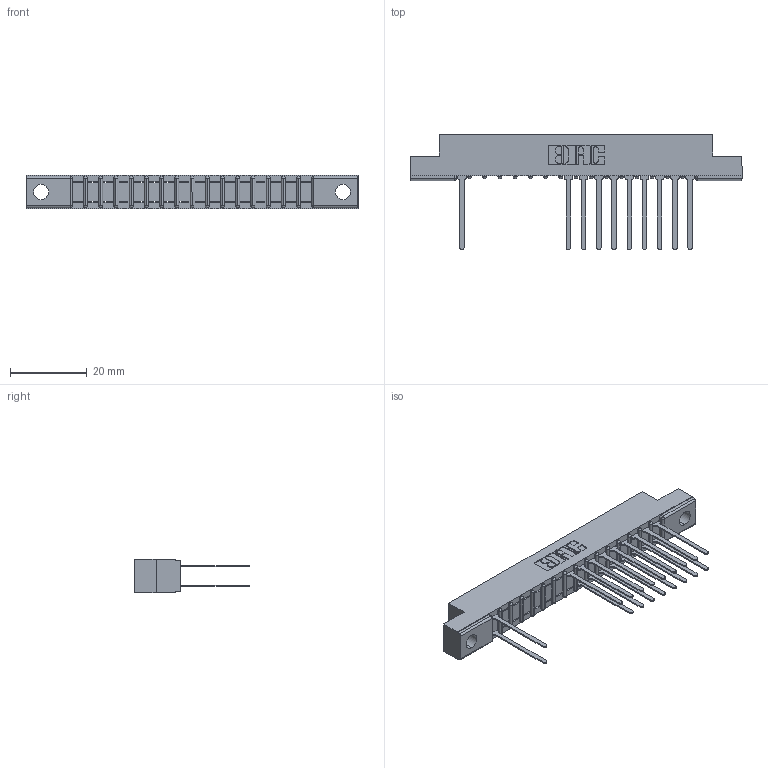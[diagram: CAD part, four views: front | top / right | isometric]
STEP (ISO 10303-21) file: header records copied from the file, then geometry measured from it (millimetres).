
FILE_DESCRIPTION (( 'STEP AP203' ), '1' );
FILE_NAME ('307-032-540-204.STEP', '2018-08-04T22:34:19', ( '' ), ( '' ), 'SwSTEP 2.0', 'SolidWorks 2016', '' );
FILE_SCHEMA (( 'CONFIG_CONTROL_DESIGN' ));
Length unit declared in the file: inch
Products named in the file (3): 307-290-001_540; 307-032-540-204; 307 Part_.156 Dia Mounting Holes
Assembly tree (20 placements, depth 2):
  307-032-540-204
    307 Part_.156 Dia Mounting Holes
    307-290-001_540  x19
Bounding box: 86.41 x 30 x 8.71 mm (x, y, z)
Volume: 5484.7 mm3; surface area: 8874.2 mm2
Topology: 20 solids, 20 shells, 1153 faces, 3245 edges, 2090 vertices
Faces by surface type: plane 751, cylinder 368, sphere 34
Entity records: 17404 total; most frequent: CARTESIAN_POINT 2913, ORIENTED_EDGE 2894, DIRECTION 2843, EDGE_CURVE 1447, VECTOR 1107, LINE 1107, VERTEX_POINT 938, AXIS2_PLACEMENT_3D 868
